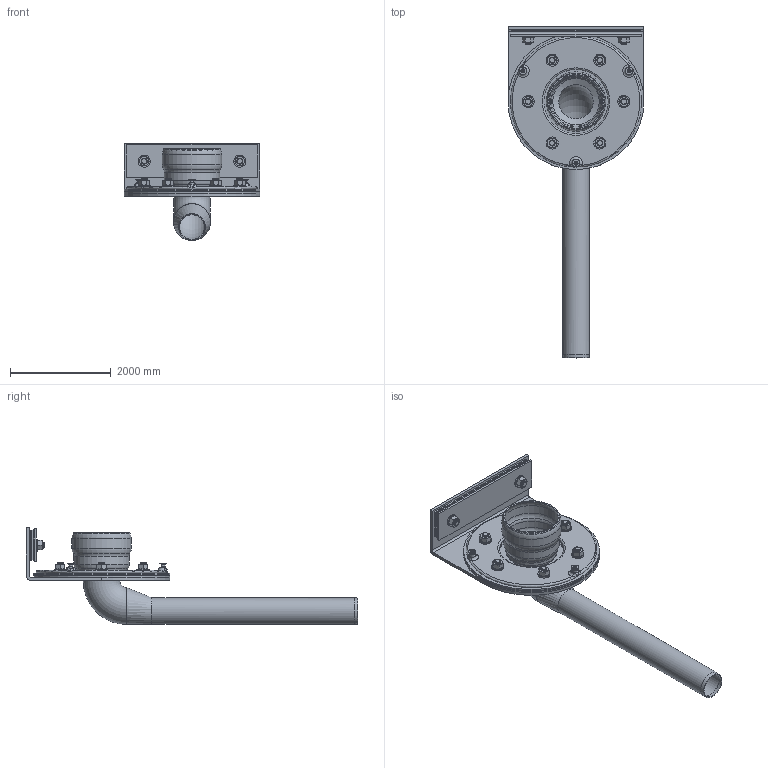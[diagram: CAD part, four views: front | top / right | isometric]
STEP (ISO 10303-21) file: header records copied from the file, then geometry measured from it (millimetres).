
FILE_DESCRIPTION(/* description */ (''),/* implementation_level */ '2;1');
FILE_NAME(/* name */ '13429.DCBX_3D.stp',/* time_stamp */ '2024-12-11T14:46:05+01:00',/* author */ ('CAD'),/* organization */ (''),/* preprocessor_version */ 'ST-DEVELOPER v20',/* originating_system */ 'AutoCAD Mechanical',/* authorisation */ '');
FILE_SCHEMA (('AUTOMOTIVE_DESIGN { 1 0 10303 214 3 1 1 }'));
Length unit declared in the file: centimetre
Products named in the file (2): Product; *S0
Assembly tree (1 placements, depth 2):
  Product
    *S0
Bounding box: 2700 x 6590 x 1925 mm (x, y, z)
Volume: 1473919109.5 mm3; surface area: 84930412.3 mm2
Topology: 38 solids, 38 shells, 701 faces, 1419 edges, 812 vertices
Faces by surface type: cone 397, plane 170, cylinder 99, torus 25, bspline 8, sphere 2
Full cylindrical faces by diameter (mm): 40 x3, 70 x12, 80 x18, 101.06 x8, 135 x8, 160 x24, 240 x8, 500 x1, 530 x1, 698 x1, 730 x1, 910 x1, 980 x1, 1020 x1, 1060 x1, 1100 x1, 1140 x1, 1180 x1, 1300 x2, 2700 x2
Entity records: 19888 total; most frequent: CARTESIAN_POINT 4978, DIRECTION 3299, ORIENTED_EDGE 2826, EDGE_CURVE 1413, AXIS2_PLACEMENT_3D 1396, EDGE_LOOP 831, VERTEX_POINT 812, FACE_OUTER_BOUND 701
